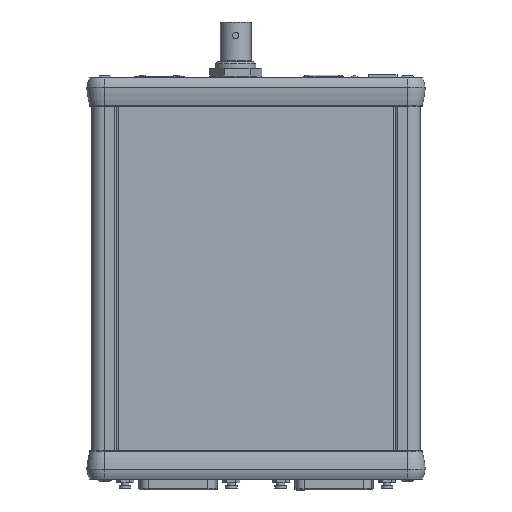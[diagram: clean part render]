
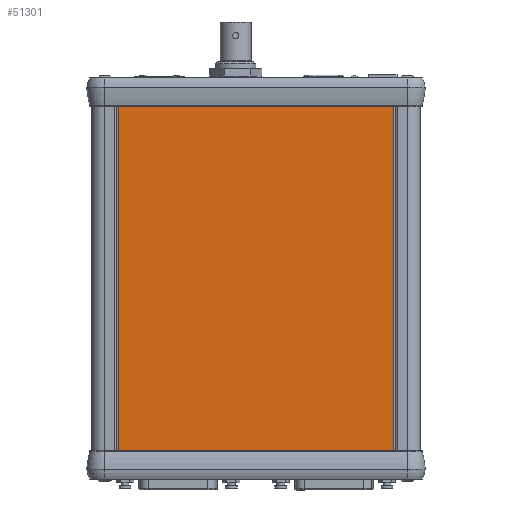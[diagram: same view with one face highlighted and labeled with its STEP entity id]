
A CAD part, front view. The second image highlights one B-rep face of the part: STEP entity #51301.
In plain terms, the highlighted planar face has unit normal (0, -1, 0).
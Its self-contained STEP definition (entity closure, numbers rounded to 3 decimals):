
#708 = VERTEX_POINT ( 'NONE', #16896 ) ;
#965 = CARTESIAN_POINT ( 'NONE',  ( 43.016, 0., 120. ) ) ;
#2191 = DIRECTION ( 'NONE',  ( 0., 0., -1. ) ) ;
#3301 = LINE ( 'NONE', #9994, #56378 ) ;
#6084 = EDGE_CURVE ( 'NONE', #45076, #14532, #3301, .T. ) ;
#9994 = CARTESIAN_POINT ( 'NONE',  ( 43.016, 0., 120. ) ) ;
#14532 = VERTEX_POINT ( 'NONE', #77130 ) ;
#15453 = VECTOR ( 'NONE', #2191, 1000. ) ;
#16896 = CARTESIAN_POINT ( 'NONE',  ( -43.016, 0., 0. ) ) ;
#23456 = ORIENTED_EDGE ( 'NONE', *, *, #25488, .T. ) ;
#24437 = CARTESIAN_POINT ( 'NONE',  ( 43.016, 0., 0. ) ) ;
#25488 = EDGE_CURVE ( 'NONE', #48614, #45076, #65670, .T. ) ;
#27222 = VECTOR ( 'NONE', #49718, 1000. ) ;
#29836 = ORIENTED_EDGE ( 'NONE', *, *, #73186, .T. ) ;
#37252 = CARTESIAN_POINT ( 'NONE',  ( 43.016, 0., 0. ) ) ;
#45076 = VERTEX_POINT ( 'NONE', #965 ) ;
#48614 = VERTEX_POINT ( 'NONE', #24437 ) ;
#49718 = DIRECTION ( 'NONE',  ( 1., 0., 0. ) ) ;
#51301 = ADVANCED_FACE ( 'NONE', ( #92465 ), #76846, .T. ) ;
#55503 = DIRECTION ( 'NONE',  ( 0., 0., -1. ) ) ;
#56378 = VECTOR ( 'NONE', #88260, 1000. ) ;
#56392 = CARTESIAN_POINT ( 'NONE',  ( 43.016, 0., 0. ) ) ;
#61070 = LINE ( 'NONE', #90417, #15453 ) ;
#61280 = ORIENTED_EDGE ( 'NONE', *, *, #6084, .T. ) ;
#62521 = EDGE_CURVE ( 'NONE', #14532, #708, #61070, .T. ) ;
#63114 = LINE ( 'NONE', #56392, #27222 ) ;
#63567 = DIRECTION ( 'NONE',  ( 0., -1., 0. ) ) ;
#65670 = LINE ( 'NONE', #37252, #74489 ) ;
#66129 = DIRECTION ( 'NONE',  ( 0., 0., 1. ) ) ;
#69729 = CARTESIAN_POINT ( 'NONE',  ( 43.016, 0., 0. ) ) ;
#73186 = EDGE_CURVE ( 'NONE', #708, #48614, #63114, .T. ) ;
#74489 = VECTOR ( 'NONE', #66129, 1000. ) ;
#76846 = PLANE ( 'NONE',  #78891 ) ;
#77130 = CARTESIAN_POINT ( 'NONE',  ( -43.016, 0., 120. ) ) ;
#78891 = AXIS2_PLACEMENT_3D ( 'NONE', #69729, #63567, #55503 ) ;
#83042 = ORIENTED_EDGE ( 'NONE', *, *, #62521, .T. ) ;
#88260 = DIRECTION ( 'NONE',  ( -1., 0., 0. ) ) ;
#90417 = CARTESIAN_POINT ( 'NONE',  ( -43.016, 0., 0. ) ) ;
#91777 = EDGE_LOOP ( 'NONE', ( #29836, #23456, #61280, #83042 ) ) ;
#92465 = FACE_OUTER_BOUND ( 'NONE', #91777, .T. ) ;
